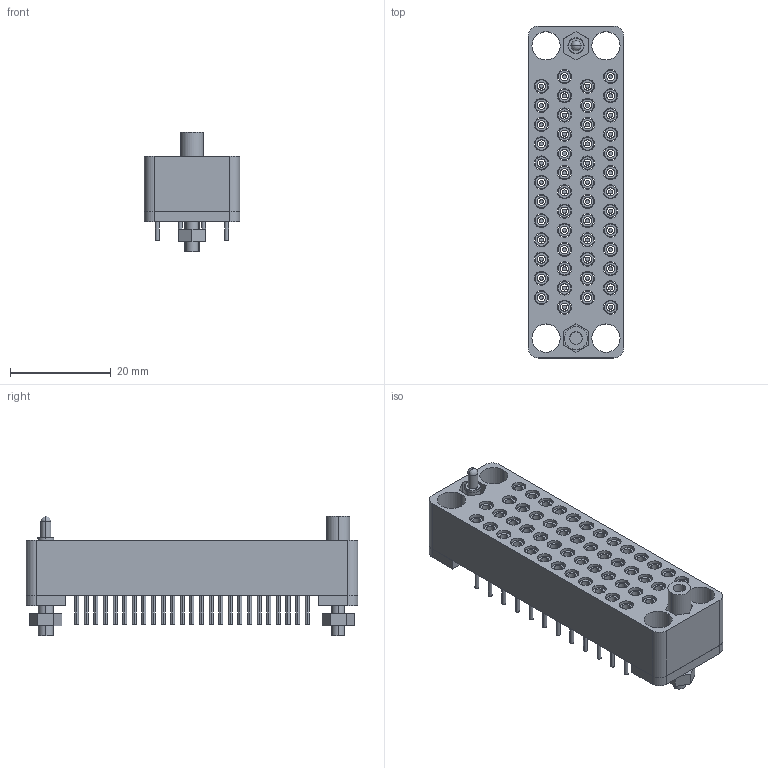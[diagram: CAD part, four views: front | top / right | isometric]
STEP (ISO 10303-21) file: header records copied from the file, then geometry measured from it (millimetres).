
FILE_DESCRIPTION((''),'2;1');
FILE_NAME('SOURIAU_MSO50MRK58E1.stp','2013-05-21T16:25:20',(''),(''),'Mechanical Desktop 2011','Mechanical Desktop 2011',', , ');
FILE_SCHEMA(('AUTOMOTIVE_DESIGN { 1 2 10303 214 1 1 1 1 }'));
Length unit declared in the file: millimetre
Products named in the file (1): Product
Bounding box: 18.9 x 65.8 x 23.65 mm (x, y, z)
Volume: 11029.7 mm3; surface area: 18223.1 mm2
Topology: 110 solids, 110 shells, 709 faces, 1468 edges, 977 vertices
Faces by surface type: cylinder 436, plane 253, bspline 18, sphere 2
Entity records: 19676 total; most frequent: DIRECTION 3732, CARTESIAN_POINT 3263, ORIENTED_EDGE 2932, AXIS2_PLACEMENT_3D 1574, EDGE_CURVE 1466, VERTEX_POINT 977, EDGE_LOOP 939, CIRCLE 882
